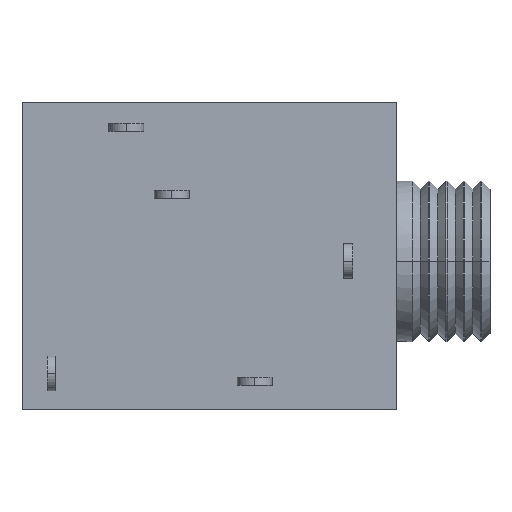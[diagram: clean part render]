
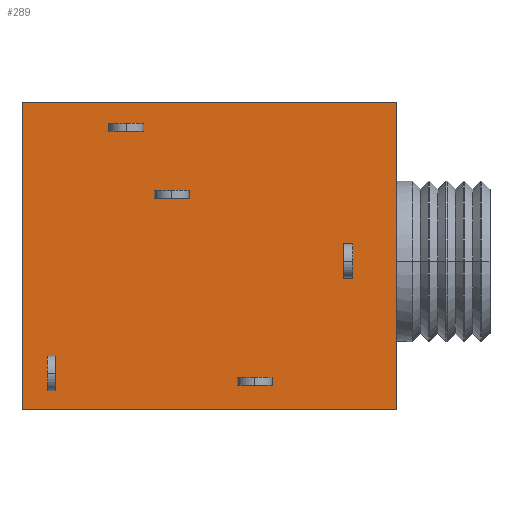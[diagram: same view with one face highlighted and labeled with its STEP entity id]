
A CAD part, top view. The second image highlights one B-rep face of the part: STEP entity #289.
In plain terms, the highlighted planar face has unit normal (0, 0, 1).
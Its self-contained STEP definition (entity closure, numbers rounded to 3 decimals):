
#289=ADVANCED_FACE('NONE',(#576,#577,#578,#579,#580,#581),#582,.F.);
#576=FACE_OUTER_BOUND('',#863,.T.);
#577=FACE_BOUND('',#864,.T.);
#578=FACE_BOUND('',#865,.T.);
#579=FACE_BOUND('',#866,.T.);
#580=FACE_BOUND('',#867,.T.);
#581=FACE_BOUND('',#868,.T.);
#582=PLANE('',#869);
#863=EDGE_LOOP('',(#1568,#1569,#1570,#1571,#1572));
#864=EDGE_LOOP('',(#1573,#1574,#1575,#1576));
#865=EDGE_LOOP('',(#1577,#1578,#1579,#1580));
#866=EDGE_LOOP('',(#1581,#1582,#1583,#1584));
#867=EDGE_LOOP('',(#1585,#1586,#1587,#1588));
#868=EDGE_LOOP('',(#1589,#1590,#1591,#1592));
#869=AXIS2_PLACEMENT_3D('',#1593,#1594,#1595);
#1568=ORIENTED_EDGE('',*,*,#1637,.T.);
#1569=ORIENTED_EDGE('',*,*,#1894,.T.);
#1570=ORIENTED_EDGE('',*,*,#1782,.F.);
#1571=ORIENTED_EDGE('',*,*,#1823,.F.);
#1572=ORIENTED_EDGE('',*,*,#1750,.F.);
#1573=ORIENTED_EDGE('',*,*,#1718,.F.);
#1574=ORIENTED_EDGE('',*,*,#1843,.F.);
#1575=ORIENTED_EDGE('',*,*,#1889,.F.);
#1576=ORIENTED_EDGE('',*,*,#1689,.F.);
#1577=ORIENTED_EDGE('',*,*,#1835,.F.);
#1578=ORIENTED_EDGE('',*,*,#1754,.F.);
#1579=ORIENTED_EDGE('',*,*,#1714,.F.);
#1580=ORIENTED_EDGE('',*,*,#1773,.F.);
#1581=ORIENTED_EDGE('',*,*,#1813,.F.);
#1582=ORIENTED_EDGE('',*,*,#1871,.F.);
#1583=ORIENTED_EDGE('',*,*,#1900,.F.);
#1584=ORIENTED_EDGE('',*,*,#1897,.F.);
#1585=ORIENTED_EDGE('',*,*,#1887,.F.);
#1586=ORIENTED_EDGE('',*,*,#1780,.F.);
#1587=ORIENTED_EDGE('',*,*,#1818,.F.);
#1588=ORIENTED_EDGE('',*,*,#1905,.F.);
#1589=ORIENTED_EDGE('',*,*,#1892,.F.);
#1590=ORIENTED_EDGE('',*,*,#1649,.F.);
#1591=ORIENTED_EDGE('',*,*,#1693,.F.);
#1592=ORIENTED_EDGE('',*,*,#1698,.F.);
#1593=CARTESIAN_POINT('',(-3.5,5.95,3.0));
#1594=DIRECTION('',(0.,0.0,-1.0));
#1595=DIRECTION('',(-1.0,0.0,0.));
#1637=EDGE_CURVE('NONE',#1934,#1932,#1935,.T.);
#1649=EDGE_CURVE('NONE',#1954,#1948,#1956,.T.);
#1689=EDGE_CURVE('NONE',#2018,#2014,#2020,.T.);
#1693=EDGE_CURVE('NONE',#2024,#1954,#2026,.T.);
#1698=EDGE_CURVE('NONE',#2032,#2024,#2034,.T.);
#1714=EDGE_CURVE('NONE',#2060,#2056,#2062,.T.);
#1718=EDGE_CURVE('NONE',#2065,#2018,#2067,.T.);
#1750=EDGE_CURVE('NONE',#1934,#2112,#2114,.T.);
#1754=EDGE_CURVE('NONE',#2056,#2116,#2119,.T.);
#1773=EDGE_CURVE('NONE',#2147,#2060,#2149,.T.);
#1780=EDGE_CURVE('NONE',#2159,#2153,#2161,.T.);
#1782=EDGE_CURVE('NONE',#1984,#2163,#2164,.T.);
#1813=EDGE_CURVE('NONE',#2205,#2201,#2207,.T.);
#1818=EDGE_CURVE('NONE',#2212,#2159,#2214,.T.);
#1823=EDGE_CURVE('NONE',#2112,#1984,#2219,.T.);
#1835=EDGE_CURVE('NONE',#2116,#2147,#2231,.T.);
#1843=EDGE_CURVE('NONE',#2240,#2065,#2242,.T.);
#1871=EDGE_CURVE('NONE',#2275,#2205,#2277,.T.);
#1887=EDGE_CURVE('NONE',#2153,#2292,#2294,.T.);
#1889=EDGE_CURVE('NONE',#2014,#2240,#2296,.T.);
#1892=EDGE_CURVE('NONE',#1948,#2032,#2299,.T.);
#1894=EDGE_CURVE('NONE',#1932,#2163,#2301,.T.);
#1897=EDGE_CURVE('NONE',#2201,#2303,#2305,.T.);
#1900=EDGE_CURVE('NONE',#2303,#2275,#2308,.T.);
#1905=EDGE_CURVE('NONE',#2292,#2212,#2313,.T.);
#1932=VERTEX_POINT('NONE',#2345);
#1934=VERTEX_POINT('NONE',#2348);
#1935=LINE('',#2349,#2350);
#1948=VERTEX_POINT('NONE',#2366);
#1954=VERTEX_POINT('NONE',#2373);
#1956=LINE('',#2376,#2377);
#1984=VERTEX_POINT('NONE',#2412);
#2014=VERTEX_POINT('NONE',#2450);
#2018=VERTEX_POINT('NONE',#2456);
#2020=LINE('',#2459,#2460);
#2024=VERTEX_POINT('NONE',#2465);
#2026=LINE('',#2468,#2469);
#2032=VERTEX_POINT('NONE',#2475);
#2034=LINE('',#2478,#2479);
#2056=VERTEX_POINT('NONE',#2505);
#2060=VERTEX_POINT('NONE',#2511);
#2062=LINE('',#2514,#2515);
#2065=VERTEX_POINT('NONE',#2518);
#2067=LINE('',#2521,#2522);
#2112=VERTEX_POINT('NONE',#2575);
#2114=LINE('',#2578,#2579);
#2116=VERTEX_POINT('NONE',#2581);
#2119=LINE('',#2585,#2586);
#2147=VERTEX_POINT('NONE',#2622);
#2149=LINE('',#2625,#2626);
#2153=VERTEX_POINT('NONE',#2630);
#2159=VERTEX_POINT('NONE',#2637);
#2161=LINE('',#2640,#2641);
#2163=VERTEX_POINT('NONE',#2643);
#2164=LINE('',#2644,#2645);
#2201=VERTEX_POINT('NONE',#2693);
#2205=VERTEX_POINT('NONE',#2699);
#2207=LINE('',#2702,#2703);
#2212=VERTEX_POINT('NONE',#2709);
#2214=LINE('',#2712,#2713);
#2219=LINE('',#2720,#2721);
#2231=LINE('',#2735,#2736);
#2240=VERTEX_POINT('NONE',#2747);
#2242=LINE('',#2750,#2751);
#2275=VERTEX_POINT('NONE',#2792);
#2277=LINE('',#2795,#2796);
#2292=VERTEX_POINT('NONE',#2813);
#2294=LINE('',#2816,#2817);
#2296=LINE('',#2819,#2820);
#2299=LINE('',#2823,#2824);
#2301=LINE('',#2826,#2827);
#2303=VERTEX_POINT('NONE',#2829);
#2305=LINE('',#2832,#2833);
#2308=LINE('',#2836,#2837);
#2313=LINE('',#2842,#2843);
#2345=CARTESIAN_POINT('',(-17.5,-5.55,3.0));
#2348=CARTESIAN_POINT('',(-17.5,5.95,3.0));
#2349=CARTESIAN_POINT('',(-17.5,5.95,3.0));
#2350=VECTOR('',#2865,1000.0);
#2366=CARTESIAN_POINT('',(-11.25,2.35,3.0));
#2373=CARTESIAN_POINT('',(-12.55,2.35,3.0));
#2376=CARTESIAN_POINT('',(-11.25,2.35,3.0));
#2377=VECTOR('',#2883,1000.0);
#2412=CARTESIAN_POINT('',(-3.5,0.0,3.0));
#2450=CARTESIAN_POINT('',(-16.55,-3.55,3.0));
#2456=CARTESIAN_POINT('',(-16.25,-3.55,3.0));
#2459=CARTESIAN_POINT('',(-16.25,-3.55,3.0));
#2460=VECTOR('',#2941,1000.0);
#2465=CARTESIAN_POINT('',(-12.55,2.65,3.0));
#2468=CARTESIAN_POINT('',(-12.55,2.35,3.0));
#2469=VECTOR('',#2944,1000.0);
#2475=CARTESIAN_POINT('',(-11.25,2.65,3.0));
#2478=CARTESIAN_POINT('',(-11.25,2.65,3.0));
#2479=VECTOR('',#2952,1000.0);
#2505=CARTESIAN_POINT('',(-8.15,-4.35,3.0));
#2511=CARTESIAN_POINT('',(-8.15,-4.65,3.0));
#2514=CARTESIAN_POINT('',(-8.15,-4.35,3.0));
#2515=VECTOR('',#2975,1000.0);
#2518=CARTESIAN_POINT('',(-16.25,-4.85,3.0));
#2521=CARTESIAN_POINT('',(-16.25,-4.85,3.0));
#2522=VECTOR('',#2980,1000.0);
#2575=CARTESIAN_POINT('',(-3.5,5.95,3.0));
#2578=CARTESIAN_POINT('',(-3.5,5.95,3.0));
#2579=VECTOR('',#3032,1000.0);
#2581=CARTESIAN_POINT('',(-9.45,-4.35,3.0));
#2585=CARTESIAN_POINT('',(-9.45,-4.35,3.0));
#2586=VECTOR('',#3037,1000.0);
#2622=CARTESIAN_POINT('',(-9.45,-4.65,3.0));
#2625=CARTESIAN_POINT('',(-9.45,-4.65,3.0));
#2626=VECTOR('',#3062,1000.0);
#2630=CARTESIAN_POINT('',(-5.125,0.65,3.0));
#2637=CARTESIAN_POINT('',(-5.125,-0.65,3.0));
#2640=CARTESIAN_POINT('',(-5.125,0.65,3.0));
#2641=VECTOR('',#3074,1000.0);
#2643=CARTESIAN_POINT('',(-3.5,-5.55,3.0));
#2644=CARTESIAN_POINT('',(-3.5,5.95,3.0));
#2645=VECTOR('',#3075,1000.0);
#2693=CARTESIAN_POINT('',(-14.25,4.85,3.0));
#2699=CARTESIAN_POINT('',(-14.25,5.15,3.0));
#2702=CARTESIAN_POINT('',(-14.25,5.15,3.0));
#2703=VECTOR('',#3114,1000.0);
#2709=CARTESIAN_POINT('',(-5.475,-0.65,3.0));
#2712=CARTESIAN_POINT('',(-5.475,-0.65,3.0));
#2713=VECTOR('',#3117,1000.0);
#2720=CARTESIAN_POINT('',(-3.5,5.95,3.0));
#2721=VECTOR('',#3120,1000.0);
#2735=CARTESIAN_POINT('',(-9.45,-4.35,3.0));
#2736=VECTOR('',#3132,1000.0);
#2747=CARTESIAN_POINT('',(-16.55,-4.85,3.0));
#2750=CARTESIAN_POINT('',(-16.25,-4.85,3.0));
#2751=VECTOR('',#3139,1000.0);
#2792=CARTESIAN_POINT('',(-12.95,5.15,3.0));
#2795=CARTESIAN_POINT('',(-14.25,5.15,3.0));
#2796=VECTOR('',#3167,1000.0);
#2813=CARTESIAN_POINT('',(-5.475,0.65,3.0));
#2816=CARTESIAN_POINT('',(-5.475,0.65,3.0));
#2817=VECTOR('',#3183,1000.0);
#2819=CARTESIAN_POINT('',(-16.55,-4.85,3.0));
#2820=VECTOR('',#3184,1000.0);
#2823=CARTESIAN_POINT('',(-11.25,2.35,3.0));
#2824=VECTOR('',#3188,1000.0);
#2826=CARTESIAN_POINT('',(-3.5,-5.55,3.0));
#2827=VECTOR('',#3189,1000.0);
#2829=CARTESIAN_POINT('',(-12.95,4.85,3.0));
#2832=CARTESIAN_POINT('',(-14.25,4.85,3.0));
#2833=VECTOR('',#3191,1000.0);
#2836=CARTESIAN_POINT('',(-12.95,5.15,3.0));
#2837=VECTOR('',#3195,1000.0);
#2842=CARTESIAN_POINT('',(-5.475,0.65,3.0));
#2843=VECTOR('',#3196,1000.0);
#2865=DIRECTION('',(-0.0,-1.0,-0.0));
#2883=DIRECTION('',(1.0,-0.0,-0.0));
#2941=DIRECTION('',(-1.0,0.0,0.0));
#2944=DIRECTION('',(-0.0,-1.0,-0.0));
#2952=DIRECTION('',(-1.0,0.0,0.0));
#2975=DIRECTION('',(-0.0,1.0,-0.0));
#2980=DIRECTION('',(0.0,1.0,0.0));
#3032=DIRECTION('',(1.0,-0.0,0.));
#3037=DIRECTION('',(-1.0,-0.0,-0.0));
#3062=DIRECTION('',(1.0,0.0,0.0));
#3074=DIRECTION('',(-0.0,1.0,-0.0));
#3075=DIRECTION('',(-0.0,-1.0,-0.0));
#3114=DIRECTION('',(0.0,-1.0,0.0));
#3117=DIRECTION('',(1.0,0.0,0.0));
#3120=DIRECTION('',(-0.0,-1.0,-0.0));
#3132=DIRECTION('',(0.0,-1.0,0.0));
#3139=DIRECTION('',(1.0,-0.0,-0.0));
#3167=DIRECTION('',(-1.0,-0.0,-0.0));
#3183=DIRECTION('',(-1.0,-0.0,-0.0));
#3184=DIRECTION('',(-0.0,-1.0,-0.0));
#3188=DIRECTION('',(0.0,1.0,0.0));
#3189=DIRECTION('',(1.0,-0.0,0.));
#3191=DIRECTION('',(1.0,0.,0.0));
#3195=DIRECTION('',(-0.0,1.0,-0.0));
#3196=DIRECTION('',(0.0,-1.0,0.0));
